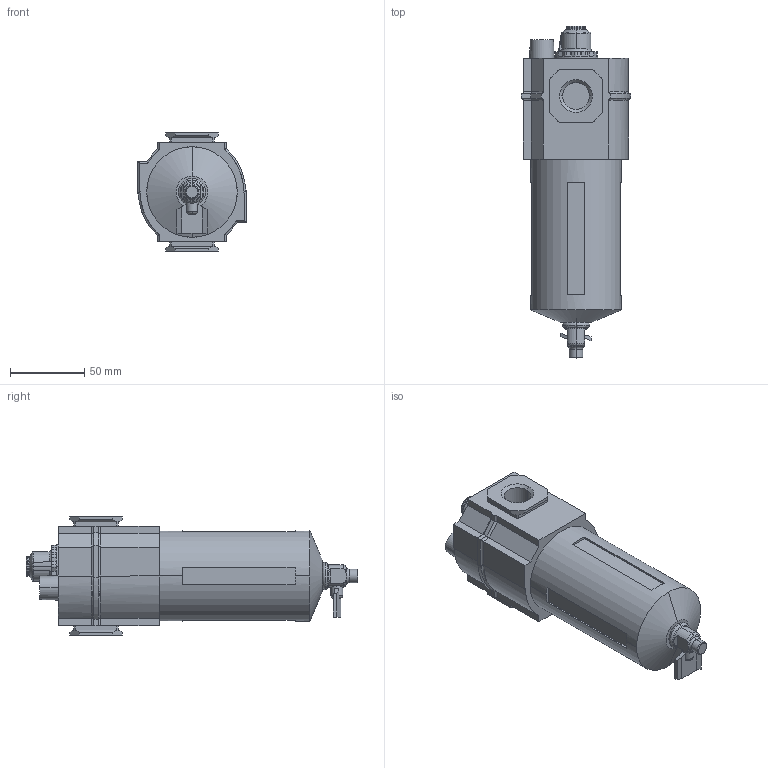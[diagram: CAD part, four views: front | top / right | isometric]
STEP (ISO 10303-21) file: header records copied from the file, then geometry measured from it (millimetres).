
FILE_DESCRIPTION (( 'STEP AP214' ), '1' );
FILE_NAME ('Norgren-L74M-4AP-QPN.step', '2019-02-08T19:56:59', ( '' ), ( '' ), 'SwSTEP 2.0', 'SolidWorks 2019', '' );
FILE_SCHEMA (( 'AUTOMOTIVE_DESIGN' ));
Length unit declared in the file: millimetre
Products named in the file (8): Norgren-L74M-4AP-QPN_LC_74p_Q; Norgren-L74M-4AP-QPN_L74MC_ss_32_Q; Norgren-L74M-4AP-QPN_LC_74-4_w; Norgren-L74M-4AP-QPN_L74MC_ss_67; Norgren-L74M-4AP-QPN_L74MC_ss_03; Norgren-L74M-4AP-QPN_L74MC_ss_14; Norgren-L74M-4AP-QPN; Norgren-L74M-4AP-QPN_L74MC_ss_73
Assembly tree (7 placements, depth 3):
  Norgren-L74M-4AP-QPN
    Norgren-L74M-4AP-QPN_LC_74p_Q
      Norgren-L74M-4AP-QPN_L74MC_ss_32_Q
      Norgren-L74M-4AP-QPN_L74MC_ss_03
    Norgren-L74M-4AP-QPN_LC_74-4_w
      Norgren-L74M-4AP-QPN_L74MC_ss_67
      Norgren-L74M-4AP-QPN_L74MC_ss_14
    Norgren-L74M-4AP-QPN_L74MC_ss_73
Bounding box: 73.5 x 223.7 x 80 mm (x, y, z)
Volume: 405274.4 mm3; surface area: 85011.6 mm2
Topology: 5 solids, 7 shells, 307 faces, 753 edges, 473 vertices
Faces by surface type: plane 155, cylinder 73, bspline 67, torus 8, cone 4
Entity records: 14011 total; most frequent: CARTESIAN_POINT 4035, ORIENTED_EDGE 1506, DIRECTION 1399, EDGE_CURVE 753, VERTEX_POINT 473, AXIS2_PLACEMENT_3D 471, VECTOR 457, LINE 457
